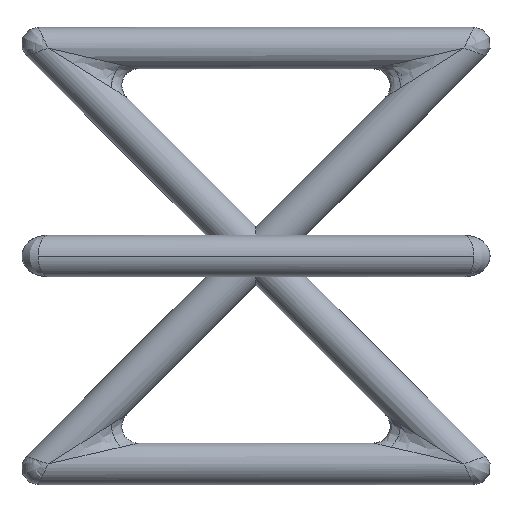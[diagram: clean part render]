
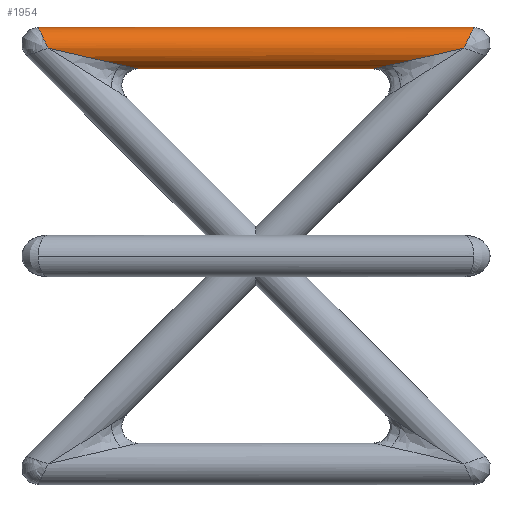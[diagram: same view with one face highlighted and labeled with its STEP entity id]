
A CAD part, left-side view. The second image highlights one B-rep face of the part: STEP entity #1954.
In plain terms, the highlighted cylindrical face has radius 0.25 mm (diameter 0.5 mm), a partial arc.
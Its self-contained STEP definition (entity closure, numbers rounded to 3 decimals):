
#46 = CARTESIAN_POINT ( 'NONE',  ( -0.128, -1.562, 2.284 ) ) ;
#143 = CARTESIAN_POINT ( 'NONE',  ( 0., -1.414, 2.25 ) ) ;
#190 = ORIENTED_EDGE ( 'NONE', *, *, #450, .T. ) ;
#203 = EDGE_CURVE ( 'NONE', #3201, #2160, #3134, .T. ) ;
#252 = B_SPLINE_CURVE_WITH_KNOTS ( 'NONE', 3,
 ( #143, #2802, #1805, #46, #3172, #1904 ),
 .UNSPECIFIED., .F., .F.,
 ( 4, 2, 4 ),
 ( 0., 0.544, 1.087 ),
 .UNSPECIFIED. ) ;
#254 = EDGE_CURVE ( 'NONE', #634, #2607, #1388, .T. ) ;
#265 = CARTESIAN_POINT ( 'NONE',  ( -0.147, 1.622, 2.298 ) ) ;
#329 = CARTESIAN_POINT ( 'NONE',  ( -0.25, -2.146, 2.419 ) ) ;
#385 = EDGE_LOOP ( 'NONE', ( #480, #1075, #1460, #190, #2594, #2805, #3222, #2946 ) ) ;
#430 = CARTESIAN_POINT ( 'NONE',  ( -0.25, -2.5, 2.5 ) ) ;
#448 = CYLINDRICAL_SURFACE ( 'NONE', #3182, 0.25 ) ;
#450 = EDGE_CURVE ( 'NONE', #1131, #3201, #736, .T. ) ;
#478 = EDGE_CURVE ( 'NONE', #2342, #2160, #2089, .T. ) ;
#480 = ORIENTED_EDGE ( 'NONE', *, *, #957, .T. ) ;
#529 = CARTESIAN_POINT ( 'NONE',  ( -0.057, 1.414, 2.25 ) ) ;
#533 = EDGE_CURVE ( 'NONE', #2342, #1324, #1062, .T. ) ;
#598 = CARTESIAN_POINT ( 'NONE',  ( -0.25, 2.146, 2.419 ) ) ;
#634 = VERTEX_POINT ( 'NONE', #2652 ) ;
#723 = CARTESIAN_POINT ( 'NONE',  ( -0.147, 1.622, 2.298 ) ) ;
#736 =( BOUNDED_CURVE ( )  B_SPLINE_CURVE ( 3, ( #2570, #2838, #329, #2387 ),
 .UNSPECIFIED., .F., .F. ) 
 B_SPLINE_CURVE_WITH_KNOTS ( ( 4, 4 ),
 ( 3.771, 4.712 ),
 .UNSPECIFIED. ) 
 CURVE ( )  GEOMETRIC_REPRESENTATION_ITEM ( )  RATIONAL_B_SPLINE_CURVE ( ( 1., 0.928, 0.928, 1. ) ) 
 REPRESENTATION_ITEM ( '' )  );
#761 = CARTESIAN_POINT ( 'NONE',  ( 0., -1.414, 2.25 ) ) ;
#905 = CARTESIAN_POINT ( 'NONE',  ( -0.25, -2.5, 2.5 ) ) ;
#918 = CARTESIAN_POINT ( 'NONE',  ( 0., 2.621, 2.75 ) ) ;
#957 = EDGE_CURVE ( 'NONE', #2356, #634, #2865, .T. ) ;
#1062 =( BOUNDED_CURVE ( )  B_SPLINE_CURVE ( 3, ( #2922, #1891, #2459, #3228 ),
 .UNSPECIFIED., .F., .F. ) 
 B_SPLINE_CURVE_WITH_KNOTS ( ( 4, 4 ),
 ( 3.142, 4.712 ),
 .UNSPECIFIED. ) 
 CURVE ( )  GEOMETRIC_REPRESENTATION_ITEM ( )  RATIONAL_B_SPLINE_CURVE ( ( 1., 0.805, 0.805, 1. ) ) 
 REPRESENTATION_ITEM ( '' )  );
#1075 = ORIENTED_EDGE ( 'NONE', *, *, #254, .T. ) ;
#1131 = VERTEX_POINT ( 'NONE', #2023 ) ;
#1238 = CARTESIAN_POINT ( 'NONE',  ( 0., 1.414, 2.25 ) ) ;
#1324 = VERTEX_POINT ( 'NONE', #1514 ) ;
#1360 = CARTESIAN_POINT ( 'NONE',  ( -0.25, 2.5, 2.5 ) ) ;
#1388 = LINE ( 'NONE', #3183, #1819 ) ;
#1460 = ORIENTED_EDGE ( 'NONE', *, *, #2114, .T. ) ;
#1461 = FACE_OUTER_BOUND ( 'NONE', #385, .T. ) ;
#1491 = CARTESIAN_POINT ( 'NONE',  ( -0.089, 1.48, 2.265 ) ) ;
#1514 = CARTESIAN_POINT ( 'NONE',  ( -0.25, 2.5, 2.5 ) ) ;
#1594 = CARTESIAN_POINT ( 'NONE',  ( -0.213, 1.831, 2.346 ) ) ;
#1604 = CARTESIAN_POINT ( 'NONE',  ( 0., 3.928, 2.75 ) ) ;
#1625 = CARTESIAN_POINT ( 'NONE',  ( -0.146, -2.621, 2.75 ) ) ;
#1676 = DIRECTION ( 'NONE',  ( 0., -1., 0. ) ) ;
#1805 = CARTESIAN_POINT ( 'NONE',  ( -0.089, -1.48, 2.265 ) ) ;
#1819 = VECTOR ( 'NONE', #1676, 1000. ) ;
#1891 = CARTESIAN_POINT ( 'NONE',  ( -0.146, 2.621, 2.75 ) ) ;
#1904 = CARTESIAN_POINT ( 'NONE',  ( -0.147, -1.622, 2.298 ) ) ;
#1946 = CARTESIAN_POINT ( 'NONE',  ( 0., -2.621, 2.75 ) ) ;
#1954 = ADVANCED_FACE ( 'NONE', ( #1461 ), #448, .T. ) ;
#1964 = CARTESIAN_POINT ( 'NONE',  ( -0.25, -2.571, 2.646 ) ) ;
#2023 = CARTESIAN_POINT ( 'NONE',  ( -0.147, -1.622, 2.298 ) ) ;
#2089 = LINE ( 'NONE', #1604, #2776 ) ;
#2114 = EDGE_CURVE ( 'NONE', #2607, #1131, #252, .T. ) ;
#2160 = VERTEX_POINT ( 'NONE', #2737 ) ;
#2282 = EDGE_CURVE ( 'NONE', #1324, #2356, #2893, .T. ) ;
#2342 = VERTEX_POINT ( 'NONE', #918 ) ;
#2356 = VERTEX_POINT ( 'NONE', #723 ) ;
#2387 = CARTESIAN_POINT ( 'NONE',  ( -0.25, -2.5, 2.5 ) ) ;
#2459 = CARTESIAN_POINT ( 'NONE',  ( -0.25, 2.571, 2.646 ) ) ;
#2536 = CARTESIAN_POINT ( 'NONE',  ( 0., 3.928, 2.5 ) ) ;
#2570 = CARTESIAN_POINT ( 'NONE',  ( -0.147, -1.622, 2.298 ) ) ;
#2594 = ORIENTED_EDGE ( 'NONE', *, *, #203, .T. ) ;
#2607 = VERTEX_POINT ( 'NONE', #761 ) ;
#2615 = DIRECTION ( 'NONE',  ( 0., -1., 0. ) ) ;
#2641 = CARTESIAN_POINT ( 'NONE',  ( -0.147, 1.622, 2.298 ) ) ;
#2652 = CARTESIAN_POINT ( 'NONE',  ( 0., 1.414, 2.25 ) ) ;
#2737 = CARTESIAN_POINT ( 'NONE',  ( 0., -2.621, 2.75 ) ) ;
#2776 = VECTOR ( 'NONE', #2615, 1000. ) ;
#2789 = CARTESIAN_POINT ( 'NONE',  ( -0.138, 1.593, 2.291 ) ) ;
#2802 = CARTESIAN_POINT ( 'NONE',  ( -0.057, -1.414, 2.25 ) ) ;
#2805 = ORIENTED_EDGE ( 'NONE', *, *, #478, .F. ) ;
#2838 = CARTESIAN_POINT ( 'NONE',  ( -0.213, -1.831, 2.346 ) ) ;
#2865 = B_SPLINE_CURVE_WITH_KNOTS ( 'NONE', 3,
 ( #265, #2789, #3270, #1491, #529, #1238 ),
 .UNSPECIFIED., .F., .F.,
 ( 4, 2, 4 ),
 ( 0., 0.544, 1.087 ),
 .UNSPECIFIED. ) ;
#2893 =( BOUNDED_CURVE ( )  B_SPLINE_CURVE ( 3, ( #1360, #598, #1594, #2641 ),
 .UNSPECIFIED., .F., .F. ) 
 B_SPLINE_CURVE_WITH_KNOTS ( ( 4, 4 ),
 ( 4.712, 5.653 ),
 .UNSPECIFIED. ) 
 CURVE ( )  GEOMETRIC_REPRESENTATION_ITEM ( )  RATIONAL_B_SPLINE_CURVE ( ( 1., 0.928, 0.928, 1. ) ) 
 REPRESENTATION_ITEM ( '' )  );
#2922 = CARTESIAN_POINT ( 'NONE',  ( 0., 2.621, 2.75 ) ) ;
#2946 = ORIENTED_EDGE ( 'NONE', *, *, #2282, .T. ) ;
#3013 = DIRECTION ( 'NONE',  ( 0., -1., 0. ) ) ;
#3134 =( BOUNDED_CURVE ( )  B_SPLINE_CURVE ( 3, ( #430, #1964, #1625, #1946 ),
 .UNSPECIFIED., .F., .F. ) 
 B_SPLINE_CURVE_WITH_KNOTS ( ( 4, 4 ),
 ( 4.712, 6.283 ),
 .UNSPECIFIED. ) 
 CURVE ( )  GEOMETRIC_REPRESENTATION_ITEM ( )  RATIONAL_B_SPLINE_CURVE ( ( 1., 0.805, 0.805, 1. ) ) 
 REPRESENTATION_ITEM ( '' )  );
#3172 = CARTESIAN_POINT ( 'NONE',  ( -0.138, -1.593, 2.291 ) ) ;
#3182 = AXIS2_PLACEMENT_3D ( 'NONE', #2536, #3013, #3295 ) ;
#3183 = CARTESIAN_POINT ( 'NONE',  ( 0., 3.928, 2.25 ) ) ;
#3201 = VERTEX_POINT ( 'NONE', #905 ) ;
#3222 = ORIENTED_EDGE ( 'NONE', *, *, #533, .T. ) ;
#3228 = CARTESIAN_POINT ( 'NONE',  ( -0.25, 2.5, 2.5 ) ) ;
#3270 = CARTESIAN_POINT ( 'NONE',  ( -0.128, 1.562, 2.284 ) ) ;
#3295 = DIRECTION ( 'NONE',  ( 0., 0., 1. ) ) ;
